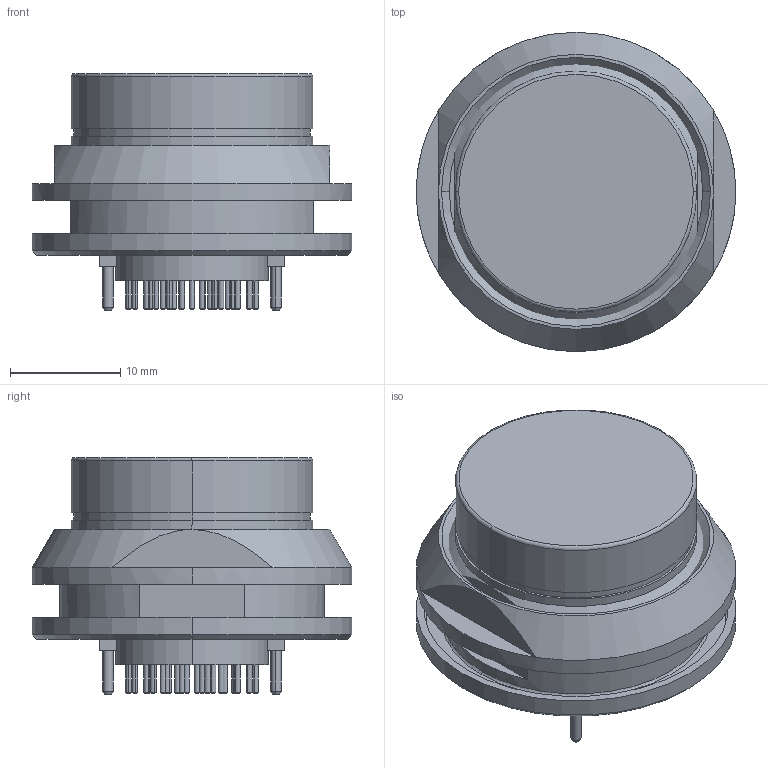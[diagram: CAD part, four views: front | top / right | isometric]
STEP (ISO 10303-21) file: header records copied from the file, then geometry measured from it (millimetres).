
FILE_DESCRIPTION(('STEP AP242'),'1');
FILE_NAME('hew_4f_340_xlnp.stp','2019-03-30T21:43:17',('TraceParts'),('TraceParts S.A.'),'Spatial InterOp 3D',' ',' ');
FILE_SCHEMA(('AP242_MANAGED_MODEL_BASED_3D_ENGINEERING_MIM_LF {1 0 10303 442 1 1 4}'));
Length unit declared in the file: millimetre
Products named in the file (1): hew_4f_340_xlnp_1
Bounding box: 29 x 29 x 21.5 mm (x, y, z)
Volume: 8279.1 mm3; surface area: 4143.9 mm2
Topology: 2 solids, 2 shells, 291 faces, 596 edges, 362 vertices
Faces by surface type: cylinder 106, cone 98, plane 81, bspline 4, torus 2
Entity records: 10190 total; most frequent: DIRECTION 1486, CARTESIAN_POINT 1459, ORIENTED_EDGE 1192, AXIS2_PLACEMENT_3D 613, EDGE_CURVE 596, VERTEX_POINT 362, EDGE_LOOP 346, CIRCLE 324
